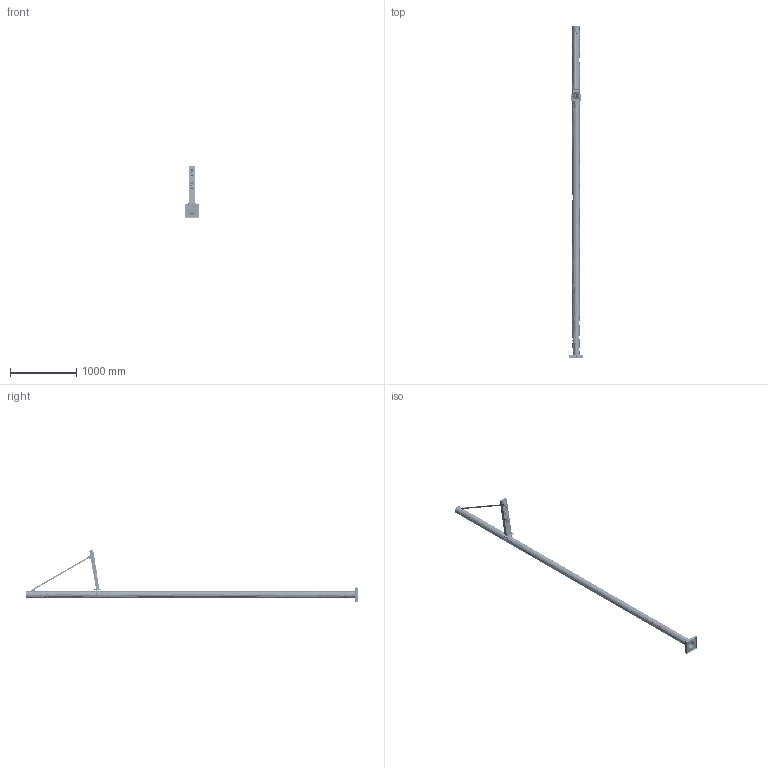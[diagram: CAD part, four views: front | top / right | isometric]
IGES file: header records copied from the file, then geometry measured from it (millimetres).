
Start section: SolidWorks IGES file using analytic representation for surfaces
Global section: file name: icosa-1-5(56)-(Ê200-150-4õ20)-ö+ïî.IGS; native system: SolidWorks 2020; preprocessor: SolidWorks 2020; author: Åêàòåðèíà; date: 210708.162920; units: millimetre
Bounding box: 216 x 5016.3 x 784.88 mm (x, y, z)
Surface area: 4194016.1 mm2 (no closed solid volume)
Topology: 0 solids, 0 shells, 5107 faces, 58956 edges, 58738 vertices
Faces by surface type: bspline 3162, revolution 1945
